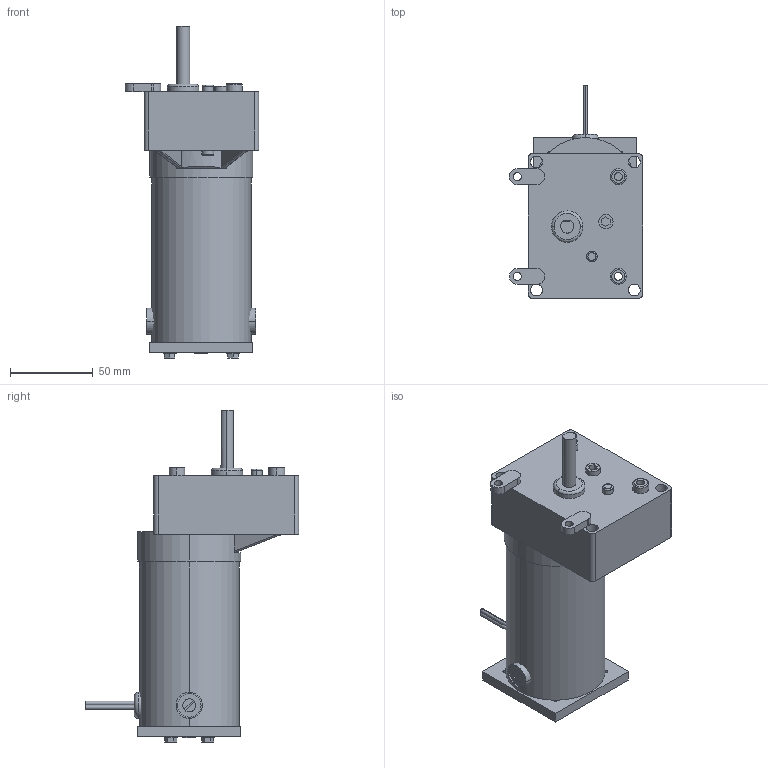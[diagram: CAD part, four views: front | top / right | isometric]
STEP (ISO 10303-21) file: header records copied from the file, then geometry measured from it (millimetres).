
FILE_DESCRIPTION (( 'STEP AP214' ), '1' );
FILE_NAME ('MTGP-P06-1L008.step', '2016-01-13T15:40:44', ( '' ), ( '' ), 'SwSTEP 2.0', 'SolidWorks 2015', '' );
FILE_SCHEMA (( 'AUTOMOTIVE_DESIGN' ));
Length unit declared in the file: inch
Products named in the file (1): MTGP-P06-1L008
Bounding box: 80.8 x 129.33 x 201.23 mm (x, y, z)
Volume: 330684.2 mm3; surface area: 100898.9 mm2
Topology: 27 solids, 27 shells, 270 faces, 589 edges, 381 vertices
Faces by surface type: cylinder 132, plane 117, torus 11, sphere 6, bspline 4
Entity records: 11317 total; most frequent: DIRECTION 1400, CARTESIAN_POINT 1398, ORIENTED_EDGE 1170, EDGE_CURVE 585, AXIS2_PLACEMENT_3D 565, VERTEX_POINT 379, EDGE_LOOP 324, CIRCLE 298
